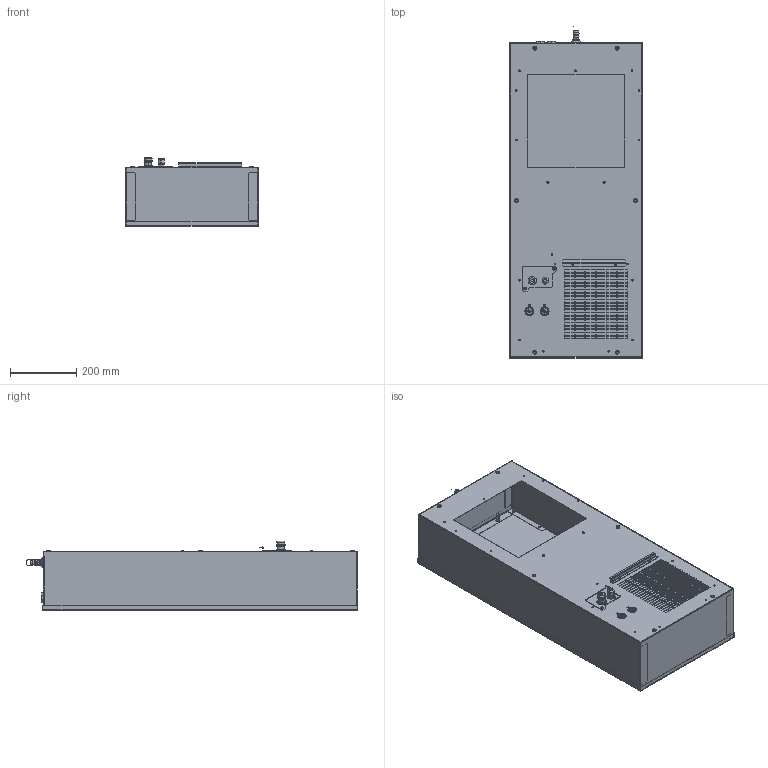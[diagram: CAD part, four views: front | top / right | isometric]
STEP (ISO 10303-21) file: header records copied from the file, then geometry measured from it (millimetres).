
FILE_DESCRIPTION((''),'2;1');
FILE_NAME('60030','2024-10-09T16:47:01',('lukes'),(''),'CREO PARAMETRIC BY PTC INC, 2023294','CREO PARAMETRIC BY PTC INC, 2023294','');
FILE_SCHEMA(('CONFIG_CONTROL_DESIGN','GEOMETRIC_VALIDATION_PROPERTIES_MIM'));
Products named in the file (1): 60030
Bounding box: 404 x 1004.19 x 211.25 mm (x, y, z)
Volume: 1284977.9 mm3; surface area: 2591141.4 mm2
Topology: 13 solids, 70 shells, 5832 faces, 16482 edges, 10527 vertices
Faces by surface type: plane 3087, cylinder 1051, bspline 902, cone 645, torus 117, sphere 30
Entity records: 246116 total; most frequent: CARTESIAN_POINT 94051, ORIENTED_EDGE 31788, DIRECTION 23409, EDGE_CURVE 16429, VERTEX_POINT 10527, VECTOR 8449, LINE 8449, AXIS2_PLACEMENT_3D 7480
